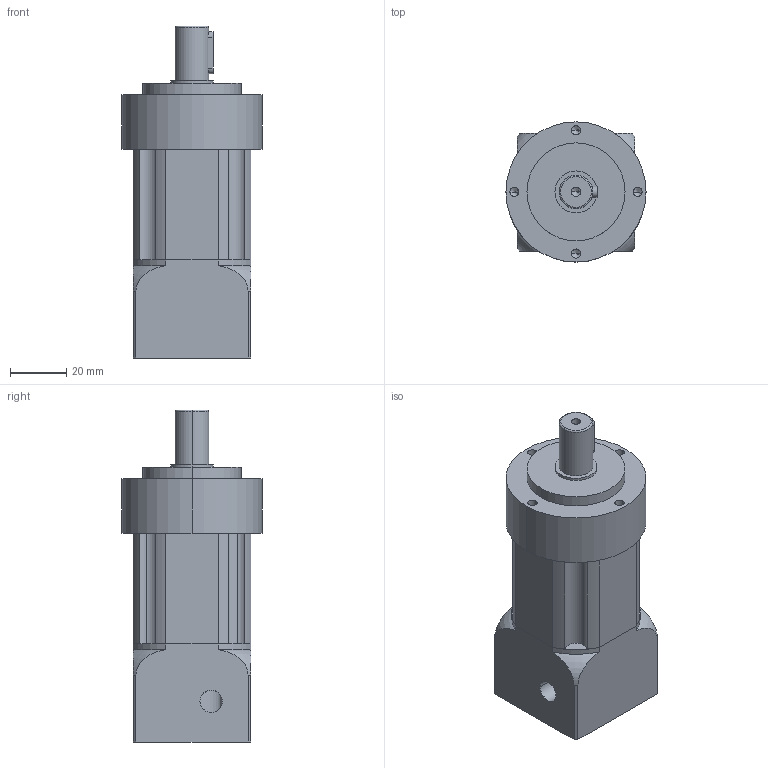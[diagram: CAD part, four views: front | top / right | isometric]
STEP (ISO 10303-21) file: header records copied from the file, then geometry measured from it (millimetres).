
FILE_DESCRIPTION (( 'STEP AP214' ), '1' );
FILE_NAME ('DML042-L2-XX-8-30-46-M4_2019.STEP', '2019-09-24T09:19:51', ( 'Y' ), ( 'NCU' ), 'SwSTEP 2.0', 'SolidWorks 2016', '' );
FILE_SCHEMA (( 'AUTOMOTIVE_DESIGN' ));
Length unit declared in the file: millimetre
Products named in the file (1): DML042-L2-XX-8-30-46-M4_2019
Bounding box: 50 x 50 x 118.5 mm (x, y, z)
Volume: 149897 mm3; surface area: 34248.9 mm2
Topology: 3 solids, 3 shells, 189 faces, 451 edges, 282 vertices
Faces by surface type: cylinder 89, plane 68, cone 26, torus 6
Entity records: 6472 total; most frequent: CARTESIAN_POINT 1253, DIRECTION 980, ORIENTED_EDGE 866, EDGE_CURVE 433, AXIS2_PLACEMENT_3D 373, VERTEX_POINT 282, VECTOR 234, LINE 234
